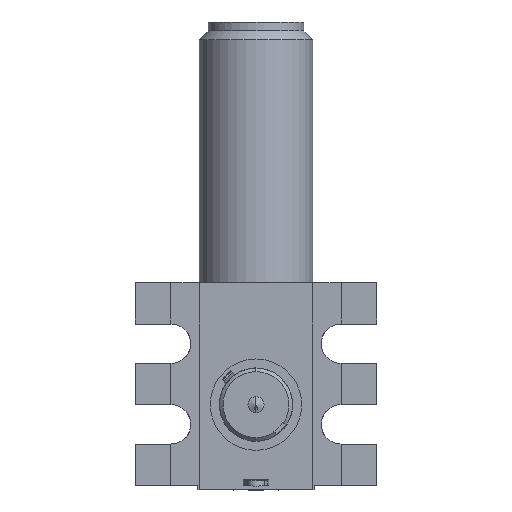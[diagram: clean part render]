
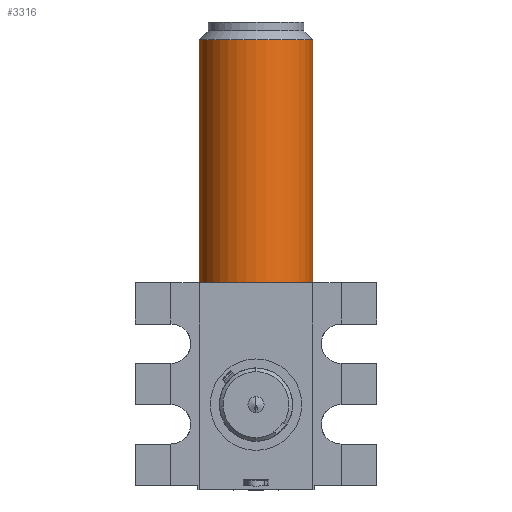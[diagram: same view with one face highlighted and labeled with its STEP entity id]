
A CAD part, front view. The second image highlights one B-rep face of the part: STEP entity #3316.
In plain terms, the highlighted cylindrical face has radius 3.165 mm (diameter 6.33 mm), a partial arc.
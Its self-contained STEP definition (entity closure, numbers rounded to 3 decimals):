
#146 = CIRCLE ( 'NONE', #1972, 3.165 ) ;
#217 = LINE ( 'NONE', #2230, #558 ) ;
#218 = LINE ( 'NONE', #2228, #557 ) ;
#359 = FACE_OUTER_BOUND ( 'NONE', #2811, .T. ) ;
#361 = CYLINDRICAL_SURFACE ( 'NONE', #695, 3.165 ) ;
#557 = VECTOR ( 'NONE', #2227, 1000. ) ;
#558 = VECTOR ( 'NONE', #2229, 1000. ) ;
#599 = CIRCLE ( 'NONE', #600, 3.165 ) ;
#600 = AXIS2_PLACEMENT_3D ( 'NONE', #2062, #2061, #2060 ) ;
#695 = AXIS2_PLACEMENT_3D ( 'NONE', #949, #950, #951 ) ;
#949 = CARTESIAN_POINT ( 'NONE',  ( 0., 0., 0. ) ) ;
#950 = DIRECTION ( 'NONE',  ( 0., 0., 1. ) ) ;
#951 = DIRECTION ( 'NONE',  ( 1., 0., 0. ) ) ;
#1600 = CARTESIAN_POINT ( 'NONE',  ( 3.165, 0., 13.57 ) ) ;
#1608 = CARTESIAN_POINT ( 'NONE',  ( -3.165, 0., 13.57 ) ) ;
#1834 = CARTESIAN_POINT ( 'NONE',  ( 3.165, 0., 0. ) ) ;
#1836 = CARTESIAN_POINT ( 'NONE',  ( -3.165, 0., 0. ) ) ;
#1972 = AXIS2_PLACEMENT_3D ( 'NONE', #2113, #2112, #2111 ) ;
#2060 = DIRECTION ( 'NONE',  ( 1., 0., 0. ) ) ;
#2061 = DIRECTION ( 'NONE',  ( 0., 0., 1. ) ) ;
#2062 = CARTESIAN_POINT ( 'NONE',  ( 0., 0., 13.57 ) ) ;
#2111 = DIRECTION ( 'NONE',  ( 1., 0., 0. ) ) ;
#2112 = DIRECTION ( 'NONE',  ( 0., 0., -1. ) ) ;
#2113 = CARTESIAN_POINT ( 'NONE',  ( 0., 0., 0. ) ) ;
#2227 = DIRECTION ( 'NONE',  ( 0., 0., 1. ) ) ;
#2228 = CARTESIAN_POINT ( 'NONE',  ( -3.165, 0., 0. ) ) ;
#2229 = DIRECTION ( 'NONE',  ( 0., 0., 1. ) ) ;
#2230 = CARTESIAN_POINT ( 'NONE',  ( 3.165, 0., 0. ) ) ;
#2648 = ORIENTED_EDGE ( 'NONE', *, *, #3214, .F. ) ;
#2701 = ORIENTED_EDGE ( 'NONE', *, *, #3143, .T. ) ;
#2702 = ORIENTED_EDGE ( 'NONE', *, *, #3191, .F. ) ;
#2703 = ORIENTED_EDGE ( 'NONE', *, *, #3144, .F. ) ;
#2811 = EDGE_LOOP ( 'NONE', ( #2703, #2702, #2701, #2648 ) ) ;
#3143 = EDGE_CURVE ( 'NONE', #4795, #3864, #217, .T. ) ;
#3144 = EDGE_CURVE ( 'NONE', #4797, #3872, #218, .T. ) ;
#3191 = EDGE_CURVE ( 'NONE', #4795, #4797, #146, .T. ) ;
#3214 = EDGE_CURVE ( 'NONE', #3872, #3864, #599, .T. ) ;
#3316 = ADVANCED_FACE ( 'NONE', ( #359 ), #361, .T. ) ;
#3864 = VERTEX_POINT ( 'NONE', #1600 ) ;
#3872 = VERTEX_POINT ( 'NONE', #1608 ) ;
#4795 = VERTEX_POINT ( 'NONE', #1834 ) ;
#4797 = VERTEX_POINT ( 'NONE', #1836 ) ;
